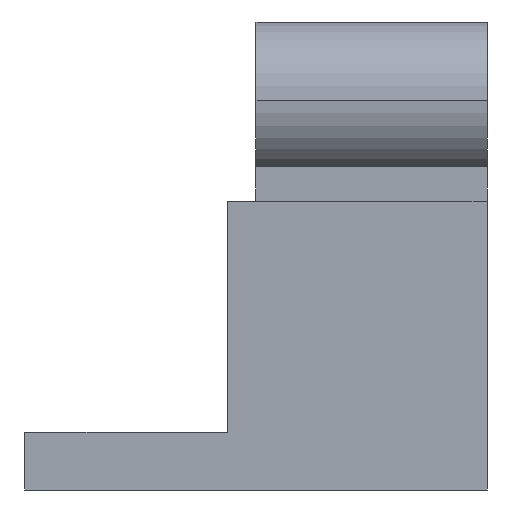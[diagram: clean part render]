
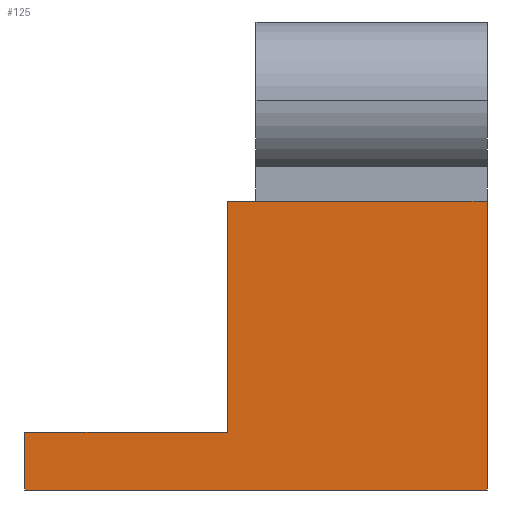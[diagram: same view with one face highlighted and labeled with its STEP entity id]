
A CAD part, left-side view. The second image highlights one B-rep face of the part: STEP entity #125.
In plain terms, the highlighted planar face has unit normal (-1, 0, 0).
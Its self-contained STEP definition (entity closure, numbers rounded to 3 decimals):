
#125=ADVANCED_FACE('',(#247),#248,.F.);
#247=FACE_OUTER_BOUND('',#363,.T.);
#248=PLANE('',#364);
#363=EDGE_LOOP('',(#673,#674,#675,#676,#677,#678));
#364=AXIS2_PLACEMENT_3D('',#679,#680,#681);
#673=ORIENTED_EDGE('',*,*,#855,.F.);
#674=ORIENTED_EDGE('',*,*,#850,.T.);
#675=ORIENTED_EDGE('',*,*,#853,.T.);
#676=ORIENTED_EDGE('',*,*,#838,.T.);
#677=ORIENTED_EDGE('',*,*,#770,.F.);
#678=ORIENTED_EDGE('',*,*,#856,.F.);
#679=CARTESIAN_POINT('',(0.0,4.5,5.0));
#680=DIRECTION('',(1.0,0.0,0.0));
#681=DIRECTION('',(0.0,0.0,-1.0));
#770=EDGE_CURVE('',#939,#941,#942,.T.);
#838=EDGE_CURVE('',#1038,#941,#1039,.T.);
#850=EDGE_CURVE('',#1054,#1052,#1055,.T.);
#853=EDGE_CURVE('',#1052,#1038,#1058,.T.);
#855=EDGE_CURVE('',#1054,#1060,#1061,.T.);
#856=EDGE_CURVE('',#1060,#939,#1062,.T.);
#939=VERTEX_POINT('',#1171);
#941=VERTEX_POINT('',#1174);
#942=LINE('',#1175,#1176);
#1038=VERTEX_POINT('',#1314);
#1039=LINE('',#1315,#1316);
#1052=VERTEX_POINT('',#1336);
#1054=VERTEX_POINT('',#1339);
#1055=LINE('',#1340,#1341);
#1058=LINE('',#1345,#1346);
#1060=VERTEX_POINT('',#1348);
#1061=LINE('',#1349,#1350);
#1062=LINE('',#1351,#1352);
#1171=CARTESIAN_POINT('',(0.0,0.0,10.0));
#1174=CARTESIAN_POINT('',(0.0,0.0,0.0));
#1175=CARTESIAN_POINT('',(0.0,0.0,5.0));
#1176=VECTOR('',#1423,1.0);
#1314=CARTESIAN_POINT('',(0.0,16.0,0.0));
#1315=CARTESIAN_POINT('',(0.0,4.5,0.0));
#1316=VECTOR('',#1481,1.0);
#1336=CARTESIAN_POINT('',(0.0,16.0,2.0));
#1339=CARTESIAN_POINT('',(0.0,9.0,2.0));
#1340=CARTESIAN_POINT('',(0.0,0.0,2.0));
#1341=VECTOR('',#1490,1.0);
#1345=CARTESIAN_POINT('',(0.0,16.0,0.0));
#1346=VECTOR('',#1492,1.0);
#1348=CARTESIAN_POINT('',(0.0,9.0,10.0));
#1349=CARTESIAN_POINT('',(0.0,9.0,5.0));
#1350=VECTOR('',#1493,1.0);
#1351=CARTESIAN_POINT('',(0.0,4.5,10.0));
#1352=VECTOR('',#1494,1.0);
#1423=DIRECTION('',(0.0,0.0,-1.0));
#1481=DIRECTION('',(0.0,-1.0,0.0));
#1490=DIRECTION('',(0.0,1.0,0.0));
#1492=DIRECTION('',(0.0,0.0,-1.0));
#1493=DIRECTION('',(0.0,0.0,1.0));
#1494=DIRECTION('',(0.0,-1.0,0.0));
